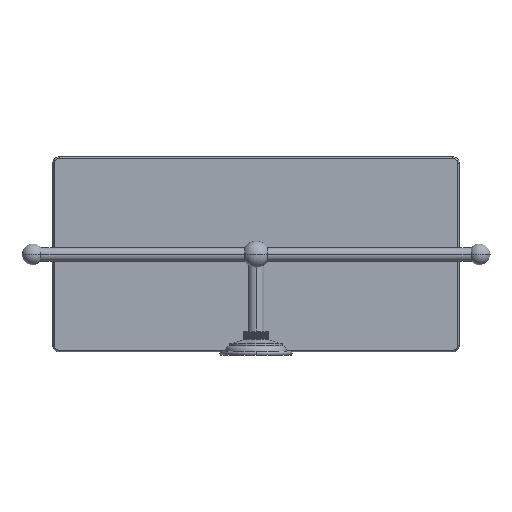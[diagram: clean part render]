
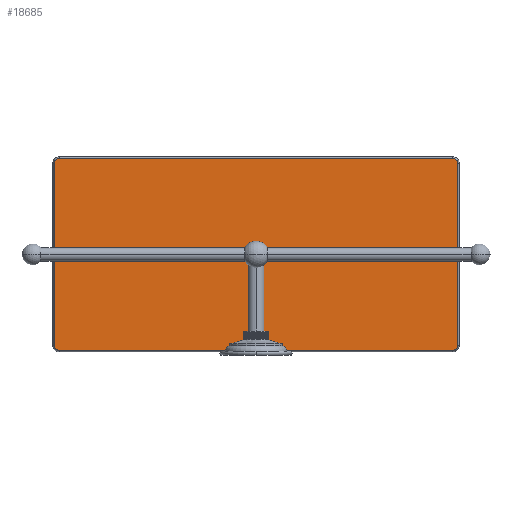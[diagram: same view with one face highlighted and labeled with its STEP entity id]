
A CAD part, front view. The second image highlights one B-rep face of the part: STEP entity #18685.
In plain terms, the highlighted planar face has unit normal (0, -1, 0).
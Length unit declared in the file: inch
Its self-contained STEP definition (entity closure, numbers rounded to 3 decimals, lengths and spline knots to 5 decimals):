
#6283=CARTESIAN_POINT('',(0.,1.1995,2.97155));
#6284=DIRECTION('',(0.,1.,0.));
#6285=DIRECTION('',(0.,0.,1.));
#6286=AXIS2_PLACEMENT_3D('',#6283,#6284,#6285);
#6293=CARTESIAN_POINT('',(5.813,1.1995,5.65955));
#6294=DIRECTION('',(0.,-1.,0.));
#6295=DIRECTION('',(1.,0.,0.));
#6296=AXIS2_PLACEMENT_3D('',#6293,#6294,#6295);
#6298=DIRECTION('',(0.,0.,1.));
#6299=VECTOR('',#6298,5.376);
#6300=CARTESIAN_POINT('',(5.95208,1.1995,0.28355));
#6301=LINE('',#6300,#6299);
#6302=CARTESIAN_POINT('',(5.813,1.1995,0.28355));
#6303=DIRECTION('',(0.,-1.,0.));
#6304=DIRECTION('',(0.,0.,-1.));
#6305=AXIS2_PLACEMENT_3D('',#6302,#6303,#6304);
#6307=DIRECTION('',(1.,0.,0.));
#6308=VECTOR('',#6307,11.626);
#6309=CARTESIAN_POINT('',(-5.813,1.1995,0.14447));
#6310=LINE('',#6309,#6308);
#6311=CARTESIAN_POINT('',(-5.813,1.1995,0.28355));
#6312=DIRECTION('',(0.,-1.,0.));
#6313=DIRECTION('',(-1.,0.,0.));
#6314=AXIS2_PLACEMENT_3D('',#6311,#6312,#6313);
#6316=DIRECTION('',(0.,0.,-1.));
#6317=VECTOR('',#6316,5.376);
#6318=CARTESIAN_POINT('',(-5.95208,1.1995,5.65955));
#6319=LINE('',#6318,#6317);
#6320=CARTESIAN_POINT('',(-5.813,1.1995,5.65955));
#6321=DIRECTION('',(0.,-1.,0.));
#6322=DIRECTION('',(0.,0.,1.));
#6323=AXIS2_PLACEMENT_3D('',#6320,#6321,#6322);
#6325=DIRECTION('',(-1.,0.,0.));
#6326=VECTOR('',#6325,11.626);
#6327=CARTESIAN_POINT('',(5.813,1.1995,5.79863));
#6328=LINE('',#6327,#6326);
#10069=CARTESIAN_POINT('',(0.,1.1995,2.97155));
#10070=DIRECTION('',(0.,1.,0.));
#10071=DIRECTION('',(0.,0.,-1.));
#10072=AXIS2_PLACEMENT_3D('',#10069,#10070,#10071);
#10887=CARTESIAN_POINT('',(5.95208,1.1995,5.65955));
#10888=CARTESIAN_POINT('',(5.813,1.1995,5.79863));
#10889=VERTEX_POINT('',#10887);
#10890=VERTEX_POINT('',#10888);
#10891=CARTESIAN_POINT('',(-5.813,1.1995,5.79863));
#10892=VERTEX_POINT('',#10891);
#10893=CARTESIAN_POINT('',(-5.95208,1.1995,5.65955));
#10894=VERTEX_POINT('',#10893);
#10895=CARTESIAN_POINT('',(-5.95208,1.1995,0.28355));
#10896=VERTEX_POINT('',#10895);
#10897=CARTESIAN_POINT('',(-5.813,1.1995,0.14447));
#10898=VERTEX_POINT('',#10897);
#10899=CARTESIAN_POINT('',(5.813,1.1995,0.14447));
#10900=VERTEX_POINT('',#10899);
#10901=CARTESIAN_POINT('',(5.95208,1.1995,0.28355));
#10902=VERTEX_POINT('',#10901);
#11723=CARTESIAN_POINT('',(0.,1.1995,3.07905));
#11724=CARTESIAN_POINT('',(0.,1.1995,2.86405));
#11725=VERTEX_POINT('',#11723);
#11726=VERTEX_POINT('',#11724);
#18657=CARTESIAN_POINT('',(0.,1.1995,2.97155));
#18658=DIRECTION('',(0.,-1.,0.));
#18659=DIRECTION('',(1.,0.,0.));
#18660=AXIS2_PLACEMENT_3D('',#18657,#18658,#18659);
#18661=PLANE('',#18660);
#18663=ORIENTED_EDGE('',*,*,#18662,.F.);
#18665=ORIENTED_EDGE('',*,*,#18664,.F.);
#18667=ORIENTED_EDGE('',*,*,#18666,.F.);
#18669=ORIENTED_EDGE('',*,*,#18668,.F.);
#18671=ORIENTED_EDGE('',*,*,#18670,.F.);
#18673=ORIENTED_EDGE('',*,*,#18672,.F.);
#18675=ORIENTED_EDGE('',*,*,#18674,.F.);
#18677=ORIENTED_EDGE('',*,*,#18676,.F.);
#18678=EDGE_LOOP('',(#18663,#18665,#18667,#18669,#18671,#18673,#18675,#18677));
#18679=FACE_OUTER_BOUND('',#18678,.F.);
#18680=ORIENTED_EDGE('',*,*,#18647,.F.);
#18682=ORIENTED_EDGE('',*,*,#18681,.F.);
#18683=EDGE_LOOP('',(#18680,#18682));
#18684=FACE_BOUND('',#18683,.F.);
#18685=ADVANCED_FACE('',(#18679,#18684),#18661,.T.);
#6287=CIRCLE('',#6286,0.1075);
#6297=CIRCLE('',#6296,0.13908);
#6306=CIRCLE('',#6305,0.13908);
#6315=CIRCLE('',#6314,0.13908);
#6324=CIRCLE('',#6323,0.13908);
#10073=CIRCLE('',#10072,0.1075);
#18647=EDGE_CURVE('',#11725,#11726,#6287,.T.);
#18662=EDGE_CURVE('',#10889,#10890,#6297,.T.);
#18664=EDGE_CURVE('',#10902,#10889,#6301,.T.);
#18666=EDGE_CURVE('',#10900,#10902,#6306,.T.);
#18668=EDGE_CURVE('',#10898,#10900,#6310,.T.);
#18670=EDGE_CURVE('',#10896,#10898,#6315,.T.);
#18672=EDGE_CURVE('',#10894,#10896,#6319,.T.);
#18674=EDGE_CURVE('',#10892,#10894,#6324,.T.);
#18676=EDGE_CURVE('',#10890,#10892,#6328,.T.);
#18681=EDGE_CURVE('',#11726,#11725,#10073,.T.);
